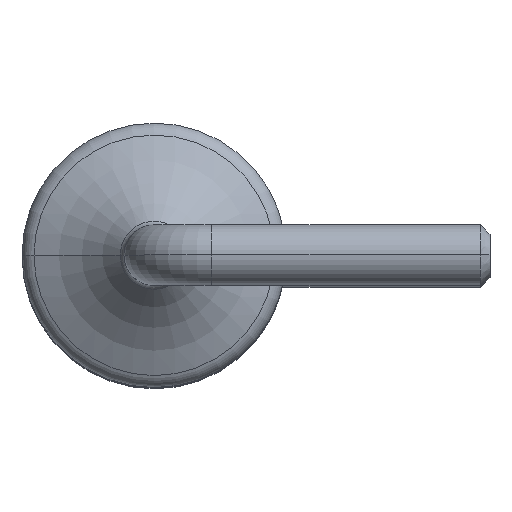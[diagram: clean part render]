
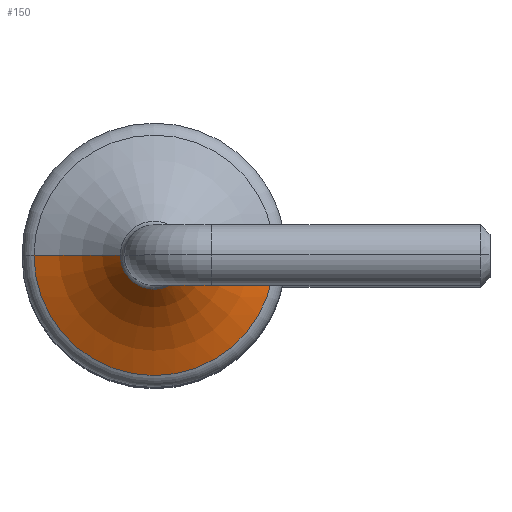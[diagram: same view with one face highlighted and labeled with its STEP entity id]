
A CAD part, top view. The second image highlights one B-rep face of the part: STEP entity #150.
In plain terms, the highlighted toroidal (fillet/blend) face has major radius 2.544 mm and minor radius 2.607 mm.
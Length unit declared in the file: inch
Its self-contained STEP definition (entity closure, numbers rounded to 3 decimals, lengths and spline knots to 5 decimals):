
#114 = VERTEX_POINT ( 'NONE', #703 ) ;
#115 = VERTEX_POINT ( 'NONE', #702 ) ;
#139 = EDGE_LOOP ( 'NONE', ( #151, #153, #155, #156 ) ) ;
#150 = ADVANCED_FACE ( 'NONE', ( #753 ), #752, .F. ) ;
#151 = ORIENTED_EDGE ( 'NONE', *, *, #152, .T. ) ;
#152 = EDGE_CURVE ( 'NONE', #115, #114, #751, .T. ) ;
#153 = ORIENTED_EDGE ( 'NONE', *, *, #154, .T. ) ;
#154 = EDGE_CURVE ( 'NONE', #114, #315, #805, .T. ) ;
#155 = ORIENTED_EDGE ( 'NONE', *, *, #314, .T. ) ;
#156 = ORIENTED_EDGE ( 'NONE', *, *, #157, .F. ) ;
#157 = EDGE_CURVE ( 'NONE', #115, #316, #801, .T. ) ;
#314 = EDGE_CURVE ( 'NONE', #315, #316, #1186, .T. ) ;
#315 = VERTEX_POINT ( 'NONE', #1182 ) ;
#316 = VERTEX_POINT ( 'NONE', #1235 ) ;
#702 = CARTESIAN_POINT ( 'NONE',  ( -0.06265, 0., 0.06128 ) ) ;
#703 = CARTESIAN_POINT ( 'NONE',  ( 0.06265, 0., 0.06128 ) ) ;
#747 = DIRECTION ( 'NONE',  ( -1., 0., 0. ) ) ;
#748 = DIRECTION ( 'NONE',  ( 0., 0., -1. ) ) ;
#749 = CARTESIAN_POINT ( 'NONE',  ( 0., 0., 0.15681 ) ) ;
#750 = AXIS2_PLACEMENT_3D ( 'NONE', #749, #748, #747 ) ;
#751 = CIRCLE ( 'NONE', #809, 0.06265 ) ;
#752 = TOROIDAL_SURFACE ( 'NONE', #750, 0.10015, 0.10263 ) ;
#753 = FACE_OUTER_BOUND ( 'NONE', #139, .T. ) ;
#797 = DIRECTION ( 'NONE',  ( 0., 0., -1. ) ) ;
#798 = DIRECTION ( 'NONE',  ( 0., -1., 0. ) ) ;
#799 = CARTESIAN_POINT ( 'NONE',  ( -0.10015, 0., 0.15681 ) ) ;
#800 = AXIS2_PLACEMENT_3D ( 'NONE', #799, #798, #797 ) ;
#801 = CIRCLE ( 'NONE', #800, 0.10263 ) ;
#802 = DIRECTION ( 'NONE',  ( -1., 0., 0. ) ) ;
#803 = DIRECTION ( 'NONE',  ( 0., 1., 0. ) ) ;
#804 = AXIS2_PLACEMENT_3D ( 'NONE', #810, #803, #802 ) ;
#805 = CIRCLE ( 'NONE', #804, 0.10263 ) ;
#806 = DIRECTION ( 'NONE',  ( 1., 0., 0. ) ) ;
#807 = DIRECTION ( 'NONE',  ( 0., 0., 1. ) ) ;
#808 = CARTESIAN_POINT ( 'NONE',  ( 0., 0., 0.06128 ) ) ;
#809 = AXIS2_PLACEMENT_3D ( 'NONE', #808, #807, #806 ) ;
#810 = CARTESIAN_POINT ( 'NONE',  ( 0.10015, 0., 0.15681 ) ) ;
#1182 = CARTESIAN_POINT ( 'NONE',  ( 0.01772, 0., 0.09568 ) ) ;
#1183 = DIRECTION ( 'NONE',  ( 1., 0., 0. ) ) ;
#1184 = DIRECTION ( 'NONE',  ( 0., 0., -1. ) ) ;
#1185 = AXIS2_PLACEMENT_3D ( 'NONE', #1191, #1184, #1183 ) ;
#1186 = CIRCLE ( 'NONE', #1185, 0.01772 ) ;
#1191 = CARTESIAN_POINT ( 'NONE',  ( 0., 0., 0.09568 ) ) ;
#1235 = CARTESIAN_POINT ( 'NONE',  ( -0.01772, 0., 0.09568 ) ) ;
